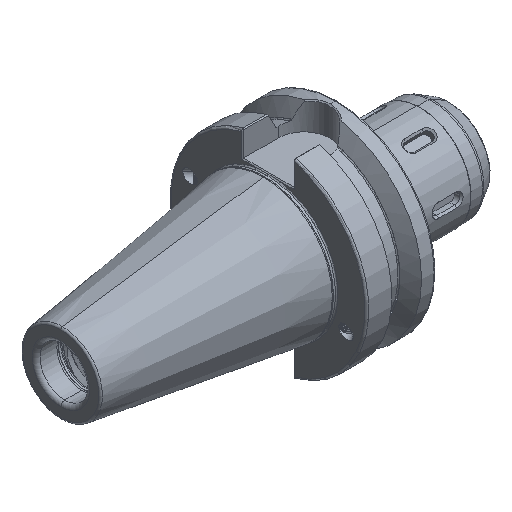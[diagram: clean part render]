
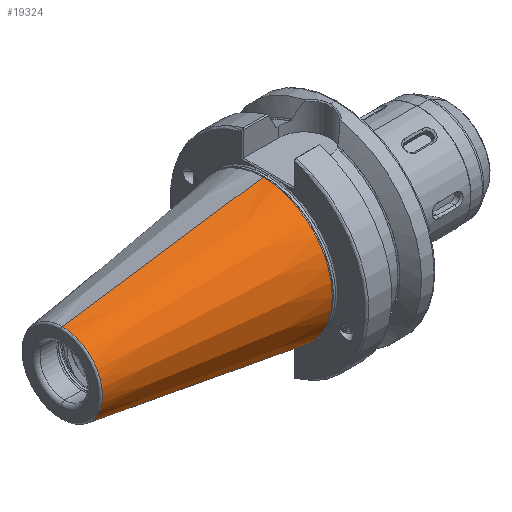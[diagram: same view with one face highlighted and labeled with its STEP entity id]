
A CAD part, isometric view. The second image highlights one B-rep face of the part: STEP entity #19324.
In plain terms, the highlighted conical face has half-angle 8.297 degrees and reference radius 34.998 mm.
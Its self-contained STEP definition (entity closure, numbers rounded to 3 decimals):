
#2920 = CONICAL_SURFACE ( 'NONE', #15753, 34.998, 0.145 ) ;
#2947 = FACE_OUTER_BOUND ( 'NONE', #29084, .T. ) ;
#3130 = AXIS2_PLACEMENT_3D ( 'NONE', #9328, #9344, #9329 ) ;
#3170 = AXIS2_PLACEMENT_3D ( 'NONE', #8681, #8603, #8605 ) ;
#5068 = CIRCLE ( 'NONE', #3130, 34.998 ) ;
#5156 = CIRCLE ( 'NONE', #3170, 20.204 ) ;
#8603 = DIRECTION ( 'NONE',  ( 1., 0., 0. ) ) ;
#8605 = DIRECTION ( 'NONE',  ( 0., 0., -1. ) ) ;
#8681 = CARTESIAN_POINT ( 'NONE',  ( -103.944, 0., 0. ) ) ;
#9328 = CARTESIAN_POINT ( 'NONE',  ( -2.5, 0., 0. ) ) ;
#9329 = DIRECTION ( 'NONE',  ( 0., 0., -1. ) ) ;
#9344 = DIRECTION ( 'NONE',  ( 1., 0., 0. ) ) ;
#10150 = CARTESIAN_POINT ( 'NONE',  ( -103.944, 0., 20.204 ) ) ;
#10227 = CARTESIAN_POINT ( 'NONE',  ( -103.944, 0., -20.204 ) ) ;
#12333 = CARTESIAN_POINT ( 'NONE',  ( -2.5, 0., 34.998 ) ) ;
#12383 = CARTESIAN_POINT ( 'NONE',  ( -2.5, 0., -34.998 ) ) ;
#15753 = AXIS2_PLACEMENT_3D ( 'NONE', #19908, #19880, #19911 ) ;
#16812 = CARTESIAN_POINT ( 'NONE',  ( -2.5, 0., 34.998 ) ) ;
#16891 = DIRECTION ( 'NONE',  ( 0.99, 0., 0.144 ) ) ;
#17240 = CARTESIAN_POINT ( 'NONE',  ( -2.5, 0., -34.998 ) ) ;
#17277 = DIRECTION ( 'NONE',  ( 0.99, 0., -0.144 ) ) ;
#19324 = ADVANCED_FACE ( 'NONE', ( #2947 ), #2920, .T. ) ;
#19880 = DIRECTION ( 'NONE',  ( 1., 0., 0. ) ) ;
#19908 = CARTESIAN_POINT ( 'NONE',  ( -2.5, 0., 0. ) ) ;
#19911 = DIRECTION ( 'NONE',  ( 0., 0., -1. ) ) ;
#20927 = EDGE_CURVE ( 'NONE', #32246, #32195, #33431, .T. ) ;
#20994 = EDGE_CURVE ( 'NONE', #32256, #32198, #33534, .T. ) ;
#23024 = ORIENTED_EDGE ( 'NONE', *, *, #29917, .F. ) ;
#23062 = ORIENTED_EDGE ( 'NONE', *, *, #20994, .T. ) ;
#23098 = ORIENTED_EDGE ( 'NONE', *, *, #29994, .T. ) ;
#23101 = ORIENTED_EDGE ( 'NONE', *, *, #20927, .F. ) ;
#29084 = EDGE_LOOP ( 'NONE', ( #23101, #23098, #23062, #23024 ) ) ;
#29917 = EDGE_CURVE ( 'NONE', #32195, #32198, #5068, .T. ) ;
#29994 = EDGE_CURVE ( 'NONE', #32246, #32256, #5156, .T. ) ;
#32195 = VERTEX_POINT ( 'NONE', #12333 ) ;
#32198 = VERTEX_POINT ( 'NONE', #12383 ) ;
#32246 = VERTEX_POINT ( 'NONE', #10150 ) ;
#32256 = VERTEX_POINT ( 'NONE', #10227 ) ;
#33431 = LINE ( 'NONE', #16812, #33488 ) ;
#33488 = VECTOR ( 'NONE', #16891, 1000. ) ;
#33491 = VECTOR ( 'NONE', #17277, 1000. ) ;
#33534 = LINE ( 'NONE', #17240, #33491 ) ;
